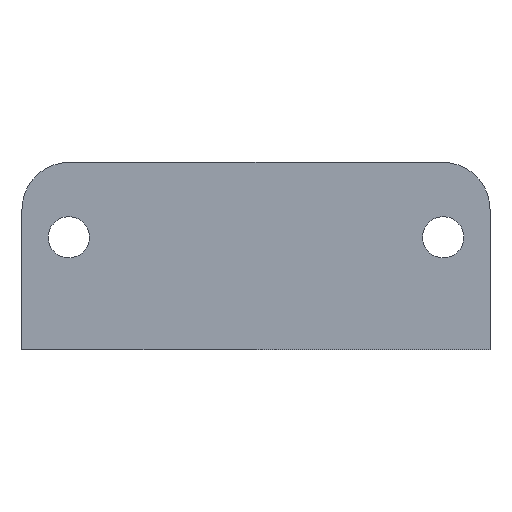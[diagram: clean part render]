
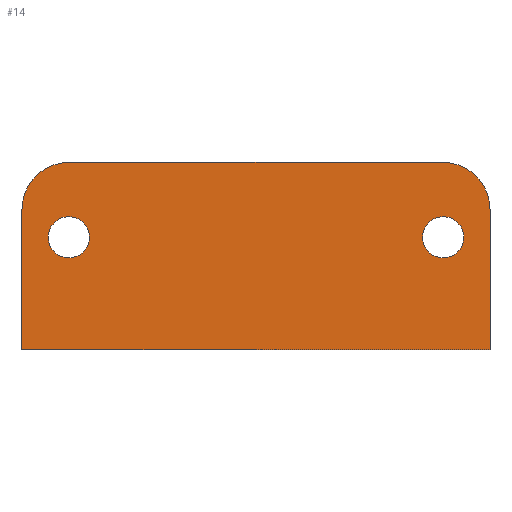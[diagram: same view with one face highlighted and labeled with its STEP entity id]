
A CAD part, front view. The second image highlights one B-rep face of the part: STEP entity #14.
In plain terms, the highlighted planar face has unit normal (0, -1, 0).
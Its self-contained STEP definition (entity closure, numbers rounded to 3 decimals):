
#13 = VECTOR ( 'NONE', #796, 1000. ) ;
#14 = ADVANCED_FACE ( 'NONE', ( #1190, #1087, #581 ), #487, .F. ) ;
#15 = VERTEX_POINT ( 'NONE', #605 ) ;
#24 = VERTEX_POINT ( 'NONE', #546 ) ;
#25 = CARTESIAN_POINT ( 'NONE',  ( -10., 0., 6. ) ) ;
#51 = ORIENTED_EDGE ( 'NONE', *, *, #869, .T. ) ;
#65 = DIRECTION ( 'NONE',  ( 0., 0., 1. ) ) ;
#72 = DIRECTION ( 'NONE',  ( 0., -1., 0. ) ) ;
#108 = CIRCLE ( 'NONE', #229, 2.5 ) ;
#110 = DIRECTION ( 'NONE',  ( 0., 0., 1. ) ) ;
#145 = VERTEX_POINT ( 'NONE', #1035 ) ;
#152 = DIRECTION ( 'NONE',  ( 0., 0., 1. ) ) ;
#162 = AXIS2_PLACEMENT_3D ( 'NONE', #1070, #881, #305 ) ;
#186 = CARTESIAN_POINT ( 'NONE',  ( -10., 0., 6. ) ) ;
#188 = AXIS2_PLACEMENT_3D ( 'NONE', #453, #524, #910 ) ;
#207 = CARTESIAN_POINT ( 'NONE',  ( 12.5, 0., 7.5 ) ) ;
#217 = AXIS2_PLACEMENT_3D ( 'NONE', #186, #872, #841 ) ;
#229 = AXIS2_PLACEMENT_3D ( 'NONE', #320, #72, #65 ) ;
#238 = VECTOR ( 'NONE', #643, 1000. ) ;
#243 = EDGE_CURVE ( 'NONE', #982, #1129, #717, .T. ) ;
#288 = ORIENTED_EDGE ( 'NONE', *, *, #1151, .T. ) ;
#295 = LINE ( 'NONE', #591, #13 ) ;
#305 = DIRECTION ( 'NONE',  ( 0., 0., 1. ) ) ;
#313 = CARTESIAN_POINT ( 'NONE',  ( 10., 0., 7.5 ) ) ;
#320 = CARTESIAN_POINT ( 'NONE',  ( -10., 0., 7.5 ) ) ;
#334 = ORIENTED_EDGE ( 'NONE', *, *, #732, .T. ) ;
#373 = ORIENTED_EDGE ( 'NONE', *, *, #243, .T. ) ;
#387 = EDGE_CURVE ( 'NONE', #145, #430, #1003, .T. ) ;
#392 = CARTESIAN_POINT ( 'NONE',  ( 12.5, 0., 0. ) ) ;
#400 = AXIS2_PLACEMENT_3D ( 'NONE', #25, #675, #110 ) ;
#403 = LINE ( 'NONE', #392, #573 ) ;
#409 = CIRCLE ( 'NONE', #188, 1.1 ) ;
#418 = VERTEX_POINT ( 'NONE', #1009 ) ;
#430 = VERTEX_POINT ( 'NONE', #1016 ) ;
#453 = CARTESIAN_POINT ( 'NONE',  ( 10., 0., 6. ) ) ;
#487 = PLANE ( 'NONE',  #905 ) ;
#495 = EDGE_LOOP ( 'NONE', ( #904, #334 ) ) ;
#517 = ORIENTED_EDGE ( 'NONE', *, *, #686, .F. ) ;
#524 = DIRECTION ( 'NONE',  ( 0., 1., 0. ) ) ;
#546 = CARTESIAN_POINT ( 'NONE',  ( -12.5, 0., 0. ) ) ;
#547 = VECTOR ( 'NONE', #958, 1000. ) ;
#553 = EDGE_CURVE ( 'NONE', #616, #418, #1063, .T. ) ;
#562 = ORIENTED_EDGE ( 'NONE', *, *, #553, .T. ) ;
#564 = LINE ( 'NONE', #1238, #547 ) ;
#573 = VECTOR ( 'NONE', #889, 1000. ) ;
#581 = FACE_OUTER_BOUND ( 'NONE', #1029, .T. ) ;
#591 = CARTESIAN_POINT ( 'NONE',  ( 12.5, 0., 0. ) ) ;
#597 = DIRECTION ( 'NONE',  ( 0., 1., 0. ) ) ;
#605 = CARTESIAN_POINT ( 'NONE',  ( 12.5, 0., 0. ) ) ;
#616 = VERTEX_POINT ( 'NONE', #1069 ) ;
#643 = DIRECTION ( 'NONE',  ( -1., 0., 0. ) ) ;
#645 = VERTEX_POINT ( 'NONE', #884 ) ;
#661 = VERTEX_POINT ( 'NONE', #207 ) ;
#667 = EDGE_CURVE ( 'NONE', #661, #15, #403, .T. ) ;
#675 = DIRECTION ( 'NONE',  ( 0., 1., 0. ) ) ;
#686 = EDGE_CURVE ( 'NONE', #15, #24, #295, .T. ) ;
#698 = DIRECTION ( 'NONE',  ( 0., -1., 0. ) ) ;
#710 = EDGE_CURVE ( 'NONE', #661, #982, #1155, .T. ) ;
#717 = LINE ( 'NONE', #1104, #238 ) ;
#732 = EDGE_CURVE ( 'NONE', #430, #145, #409, .T. ) ;
#750 = EDGE_CURVE ( 'NONE', #1129, #645, #108, .T. ) ;
#766 = AXIS2_PLACEMENT_3D ( 'NONE', #313, #698, #152 ) ;
#796 = DIRECTION ( 'NONE',  ( -1., 0., 0. ) ) ;
#809 = ORIENTED_EDGE ( 'NONE', *, *, #710, .T. ) ;
#841 = DIRECTION ( 'NONE',  ( 0., 0., 1. ) ) ;
#869 = EDGE_CURVE ( 'NONE', #645, #24, #564, .T. ) ;
#870 = DIRECTION ( 'NONE',  ( 0., 0., 1. ) ) ;
#872 = DIRECTION ( 'NONE',  ( 0., 1., 0. ) ) ;
#881 = DIRECTION ( 'NONE',  ( 0., 1., 0. ) ) ;
#884 = CARTESIAN_POINT ( 'NONE',  ( -12.5, 0., 7.5 ) ) ;
#889 = DIRECTION ( 'NONE',  ( 0., 0., -1. ) ) ;
#904 = ORIENTED_EDGE ( 'NONE', *, *, #387, .T. ) ;
#905 = AXIS2_PLACEMENT_3D ( 'NONE', #1056, #597, #870 ) ;
#910 = DIRECTION ( 'NONE',  ( 0., 0., 1. ) ) ;
#928 = EDGE_LOOP ( 'NONE', ( #288, #562 ) ) ;
#958 = DIRECTION ( 'NONE',  ( 0., 0., -1. ) ) ;
#970 = CIRCLE ( 'NONE', #400, 1.1 ) ;
#976 = CARTESIAN_POINT ( 'NONE',  ( -10., 0., 10. ) ) ;
#982 = VERTEX_POINT ( 'NONE', #1146 ) ;
#1003 = CIRCLE ( 'NONE', #162, 1.1 ) ;
#1009 = CARTESIAN_POINT ( 'NONE',  ( -10., 0., 7.1 ) ) ;
#1016 = CARTESIAN_POINT ( 'NONE',  ( 10., 0., 4.9 ) ) ;
#1018 = ORIENTED_EDGE ( 'NONE', *, *, #667, .F. ) ;
#1029 = EDGE_LOOP ( 'NONE', ( #1018, #809, #373, #1077, #51, #517 ) ) ;
#1035 = CARTESIAN_POINT ( 'NONE',  ( 10., 0., 7.1 ) ) ;
#1056 = CARTESIAN_POINT ( 'NONE',  ( 12.5, 0., 0. ) ) ;
#1063 = CIRCLE ( 'NONE', #217, 1.1 ) ;
#1069 = CARTESIAN_POINT ( 'NONE',  ( -10., 0., 4.9 ) ) ;
#1070 = CARTESIAN_POINT ( 'NONE',  ( 10., 0., 6. ) ) ;
#1077 = ORIENTED_EDGE ( 'NONE', *, *, #750, .T. ) ;
#1087 = FACE_BOUND ( 'NONE', #495, .T. ) ;
#1104 = CARTESIAN_POINT ( 'NONE',  ( 12.5, 0., 10. ) ) ;
#1129 = VERTEX_POINT ( 'NONE', #976 ) ;
#1146 = CARTESIAN_POINT ( 'NONE',  ( 10., 0., 10. ) ) ;
#1151 = EDGE_CURVE ( 'NONE', #418, #616, #970, .T. ) ;
#1155 = CIRCLE ( 'NONE', #766, 2.5 ) ;
#1190 = FACE_BOUND ( 'NONE', #928, .T. ) ;
#1238 = CARTESIAN_POINT ( 'NONE',  ( -12.5, 0., 0. ) ) ;
